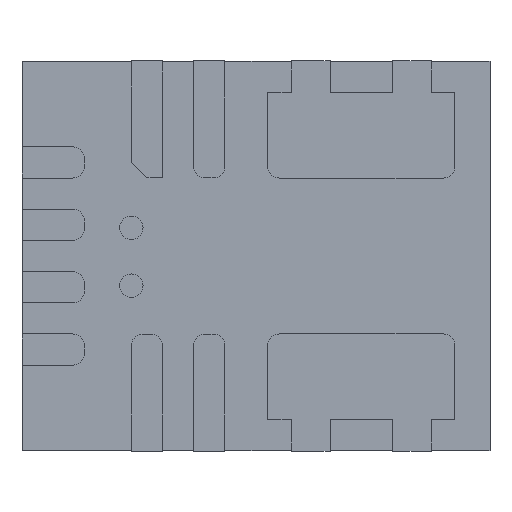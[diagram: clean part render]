
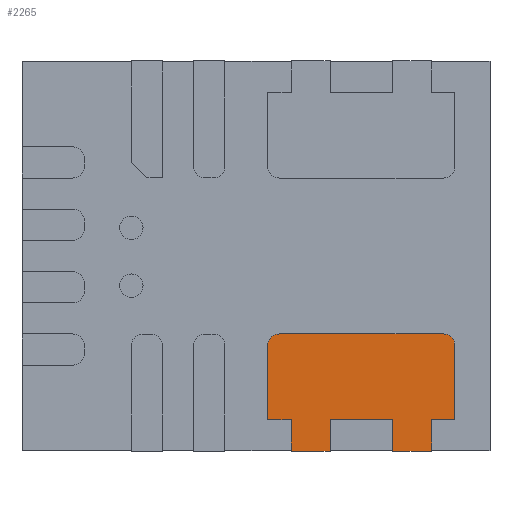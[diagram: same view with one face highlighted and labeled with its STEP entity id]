
A CAD part, front view. The second image highlights one B-rep face of the part: STEP entity #2265.
In plain terms, the highlighted planar face has unit normal (0, -1, 0).
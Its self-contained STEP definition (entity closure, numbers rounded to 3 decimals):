
#9 = CARTESIAN_POINT ( 'NONE',  ( 1.275, -0.01, -1.05 ) ) ;
#24 = VERTEX_POINT ( 'NONE', #3483 ) ;
#41 = LINE ( 'NONE', #4210, #3273 ) ;
#96 = AXIS2_PLACEMENT_3D ( 'NONE', #2310, #1921, #3562 ) ;
#122 = ORIENTED_EDGE ( 'NONE', *, *, #4840, .T. ) ;
#195 = ORIENTED_EDGE ( 'NONE', *, *, #3333, .T. ) ;
#326 = EDGE_CURVE ( 'NONE', #5187, #3078, #1189, .T. ) ;
#417 = VECTOR ( 'NONE', #1759, 1000. ) ;
#419 = CARTESIAN_POINT ( 'NONE',  ( 0.15, -0.01, -0.575 ) ) ;
#472 = LINE ( 'NONE', #5200, #1872 ) ;
#562 = DIRECTION ( 'NONE',  ( 0., 0., -1. ) ) ;
#691 = ORIENTED_EDGE ( 'NONE', *, *, #3910, .T. ) ;
#745 = EDGE_CURVE ( 'NONE', #1160, #5187, #4625, .T. ) ;
#749 = LINE ( 'NONE', #4285, #3268 ) ;
#795 = CIRCLE ( 'NONE', #1536, 0.075 ) ;
#911 = CARTESIAN_POINT ( 'NONE',  ( 1.125, -0.01, -1.05 ) ) ;
#957 = ORIENTED_EDGE ( 'NONE', *, *, #3157, .T. ) ;
#967 = VERTEX_POINT ( 'NONE', #4865 ) ;
#987 = ORIENTED_EDGE ( 'NONE', *, *, #326, .T. ) ;
#1089 = CARTESIAN_POINT ( 'NONE',  ( 0.075, -0.01, -0.575 ) ) ;
#1160 = VERTEX_POINT ( 'NONE', #2957 ) ;
#1167 = ORIENTED_EDGE ( 'NONE', *, *, #5314, .T. ) ;
#1189 = LINE ( 'NONE', #3165, #4006 ) ;
#1194 = VECTOR ( 'NONE', #1933, 1000. ) ;
#1203 = EDGE_CURVE ( 'NONE', #3857, #24, #41, .T. ) ;
#1279 = CARTESIAN_POINT ( 'NONE',  ( 1.125, -0.01, -1.251 ) ) ;
#1313 = DIRECTION ( 'NONE',  ( 0., 0., 1. ) ) ;
#1358 = CARTESIAN_POINT ( 'NONE',  ( 0.875, -0.01, -1.05 ) ) ;
#1475 = CARTESIAN_POINT ( 'NONE',  ( 0.15, -0.01, -0.5 ) ) ;
#1500 = CARTESIAN_POINT ( 'NONE',  ( 0.475, -0.01, -1.251 ) ) ;
#1506 = VERTEX_POINT ( 'NONE', #2634 ) ;
#1536 = AXIS2_PLACEMENT_3D ( 'NONE', #419, #2912, #4620 ) ;
#1759 = DIRECTION ( 'NONE',  ( 1., 0., 0. ) ) ;
#1872 = VECTOR ( 'NONE', #4793, 1000. ) ;
#1921 = DIRECTION ( 'NONE',  ( 0., -1., 0. ) ) ;
#1926 = CARTESIAN_POINT ( 'NONE',  ( 0.475, -0.01, -1.05 ) ) ;
#1933 = DIRECTION ( 'NONE',  ( 0., 0., -1. ) ) ;
#2157 = VERTEX_POINT ( 'NONE', #3490 ) ;
#2196 = DIRECTION ( 'NONE',  ( 0., -1., 0. ) ) ;
#2217 = CARTESIAN_POINT ( 'NONE',  ( 1.2, -0.01, -0.575 ) ) ;
#2265 = ADVANCED_FACE ( 'NONE', ( #4900 ), #5221, .T. ) ;
#2310 = CARTESIAN_POINT ( 'NONE',  ( 1.2, -0.01, -0.575 ) ) ;
#2458 = ORIENTED_EDGE ( 'NONE', *, *, #4056, .T. ) ;
#2512 = DIRECTION ( 'NONE',  ( 0., 0., 1. ) ) ;
#2619 = VECTOR ( 'NONE', #562, 1000. ) ;
#2634 = CARTESIAN_POINT ( 'NONE',  ( 1.125, -0.01, -1.05 ) ) ;
#2717 = EDGE_CURVE ( 'NONE', #5444, #3137, #4601, .T. ) ;
#2780 = CARTESIAN_POINT ( 'NONE',  ( 1.2, -0.01, -0.5 ) ) ;
#2782 = ORIENTED_EDGE ( 'NONE', *, *, #4571, .T. ) ;
#2874 = CARTESIAN_POINT ( 'NONE',  ( 0.875, -0.01, -1.251 ) ) ;
#2885 = EDGE_LOOP ( 'NONE', ( #957, #4078, #2458, #1167, #2782, #3738, #3221, #691, #195, #4301, #3027, #987, #122, #3373 ) ) ;
#2912 = DIRECTION ( 'NONE',  ( 0., -1., 0. ) ) ;
#2957 = CARTESIAN_POINT ( 'NONE',  ( 1.275, -0.01, -0.575 ) ) ;
#3027 = ORIENTED_EDGE ( 'NONE', *, *, #745, .T. ) ;
#3045 = LINE ( 'NONE', #1500, #5015 ) ;
#3065 = VERTEX_POINT ( 'NONE', #4028 ) ;
#3078 = VERTEX_POINT ( 'NONE', #1475 ) ;
#3092 = CARTESIAN_POINT ( 'NONE',  ( 0.875, -0.01, -1.05 ) ) ;
#3137 = VERTEX_POINT ( 'NONE', #2874 ) ;
#3147 = VERTEX_POINT ( 'NONE', #5012 ) ;
#3157 = EDGE_CURVE ( 'NONE', #3065, #3857, #4909, .T. ) ;
#3165 = CARTESIAN_POINT ( 'NONE',  ( 1.2, -0.01, -0.5 ) ) ;
#3221 = ORIENTED_EDGE ( 'NONE', *, *, #4979, .T. ) ;
#3268 = VECTOR ( 'NONE', #4721, 1000. ) ;
#3273 = VECTOR ( 'NONE', #4989, 1000. ) ;
#3291 = AXIS2_PLACEMENT_3D ( 'NONE', #2217, #2196, #3882 ) ;
#3333 = EDGE_CURVE ( 'NONE', #1506, #4745, #3971, .T. ) ;
#3340 = LINE ( 'NONE', #1279, #3906 ) ;
#3373 = ORIENTED_EDGE ( 'NONE', *, *, #5359, .T. ) ;
#3483 = CARTESIAN_POINT ( 'NONE',  ( 0.225, -0.01, -1.251 ) ) ;
#3490 = CARTESIAN_POINT ( 'NONE',  ( 1.125, -0.01, -1.251 ) ) ;
#3562 = DIRECTION ( 'NONE',  ( 0., 0., -1. ) ) ;
#3710 = LINE ( 'NONE', #1926, #4090 ) ;
#3738 = ORIENTED_EDGE ( 'NONE', *, *, #2717, .T. ) ;
#3857 = VERTEX_POINT ( 'NONE', #5080 ) ;
#3882 = DIRECTION ( 'NONE',  ( 0., 0., -1. ) ) ;
#3906 = VECTOR ( 'NONE', #1313, 1000. ) ;
#3910 = EDGE_CURVE ( 'NONE', #2157, #1506, #3340, .T. ) ;
#3971 = LINE ( 'NONE', #911, #417 ) ;
#4006 = VECTOR ( 'NONE', #5266, 1000. ) ;
#4028 = CARTESIAN_POINT ( 'NONE',  ( 0.075, -0.01, -1.05 ) ) ;
#4056 = EDGE_CURVE ( 'NONE', #24, #967, #749, .T. ) ;
#4078 = ORIENTED_EDGE ( 'NONE', *, *, #1203, .T. ) ;
#4087 = CARTESIAN_POINT ( 'NONE',  ( 0.075, -0.01, -1.05 ) ) ;
#4090 = VECTOR ( 'NONE', #4870, 1000. ) ;
#4203 = EDGE_CURVE ( 'NONE', #4745, #1160, #4638, .T. ) ;
#4210 = CARTESIAN_POINT ( 'NONE',  ( 0.225, -0.01, -1.05 ) ) ;
#4285 = CARTESIAN_POINT ( 'NONE',  ( 0.225, -0.01, -1.251 ) ) ;
#4301 = ORIENTED_EDGE ( 'NONE', *, *, #4203, .T. ) ;
#4455 = DIRECTION ( 'NONE',  ( 0., 0., 1. ) ) ;
#4511 = VECTOR ( 'NONE', #2512, 1000. ) ;
#4521 = VECTOR ( 'NONE', #4529, 1000. ) ;
#4529 = DIRECTION ( 'NONE',  ( 1., 0., 0. ) ) ;
#4571 = EDGE_CURVE ( 'NONE', #5376, #5444, #3710, .T. ) ;
#4601 = LINE ( 'NONE', #3092, #2619 ) ;
#4620 = DIRECTION ( 'NONE',  ( 0., 0., 1. ) ) ;
#4625 = CIRCLE ( 'NONE', #3291, 0.075 ) ;
#4627 = LINE ( 'NONE', #1089, #1194 ) ;
#4638 = LINE ( 'NONE', #9, #4511 ) ;
#4721 = DIRECTION ( 'NONE',  ( 1., 0., 0. ) ) ;
#4745 = VERTEX_POINT ( 'NONE', #4954 ) ;
#4793 = DIRECTION ( 'NONE',  ( 1., 0., 0. ) ) ;
#4840 = EDGE_CURVE ( 'NONE', #3078, #3147, #795, .T. ) ;
#4865 = CARTESIAN_POINT ( 'NONE',  ( 0.475, -0.01, -1.251 ) ) ;
#4870 = DIRECTION ( 'NONE',  ( 1., 0., 0. ) ) ;
#4900 = FACE_OUTER_BOUND ( 'NONE', #2885, .T. ) ;
#4909 = LINE ( 'NONE', #4087, #4521 ) ;
#4954 = CARTESIAN_POINT ( 'NONE',  ( 1.275, -0.01, -1.05 ) ) ;
#4979 = EDGE_CURVE ( 'NONE', #3137, #2157, #472, .T. ) ;
#4989 = DIRECTION ( 'NONE',  ( 0., 0., -1. ) ) ;
#5012 = CARTESIAN_POINT ( 'NONE',  ( 0.075, -0.01, -0.575 ) ) ;
#5015 = VECTOR ( 'NONE', #4455, 1000. ) ;
#5080 = CARTESIAN_POINT ( 'NONE',  ( 0.225, -0.01, -1.05 ) ) ;
#5187 = VERTEX_POINT ( 'NONE', #2780 ) ;
#5200 = CARTESIAN_POINT ( 'NONE',  ( 0.875, -0.01, -1.251 ) ) ;
#5221 = PLANE ( 'NONE',  #96 ) ;
#5266 = DIRECTION ( 'NONE',  ( -1., 0., 0. ) ) ;
#5288 = CARTESIAN_POINT ( 'NONE',  ( 0.475, -0.01, -1.05 ) ) ;
#5314 = EDGE_CURVE ( 'NONE', #967, #5376, #3045, .T. ) ;
#5359 = EDGE_CURVE ( 'NONE', #3147, #3065, #4627, .T. ) ;
#5376 = VERTEX_POINT ( 'NONE', #5288 ) ;
#5444 = VERTEX_POINT ( 'NONE', #1358 ) ;
